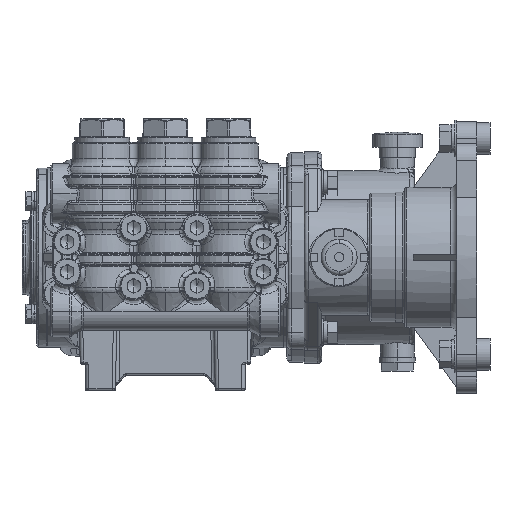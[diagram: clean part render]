
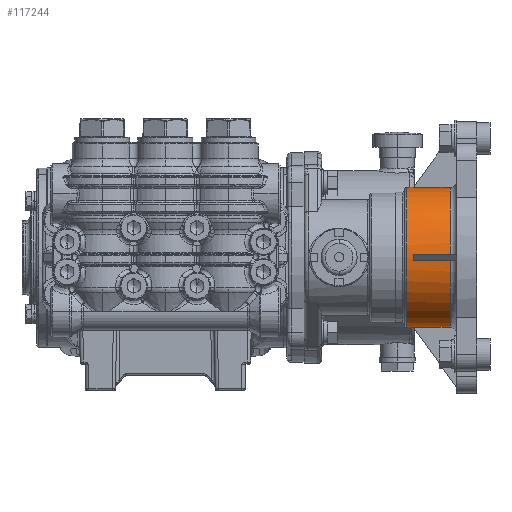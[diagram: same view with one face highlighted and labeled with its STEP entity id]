
A CAD part, top view. The second image highlights one B-rep face of the part: STEP entity #117244.
In plain terms, the highlighted cylindrical face has radius 42.164 mm (diameter 84.328 mm), a partial arc.
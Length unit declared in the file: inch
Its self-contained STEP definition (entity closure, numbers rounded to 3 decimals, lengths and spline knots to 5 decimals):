
#2423 = CARTESIAN_POINT ( 'NONE',  ( 5.87382, -1.66, 2.511 ) ) ;
#4018 = CARTESIAN_POINT ( 'NONE',  ( 6.74812, 1.65852, 2.581 ) ) ;
#4562 = VERTEX_POINT ( 'NONE', #136085 ) ;
#5020 = ORIENTED_EDGE ( 'NONE', *, *, #53471, .F. ) ;
#9156 = DIRECTION ( 'NONE',  ( 0., 1., 0. ) ) ;
#10358 = AXIS2_PLACEMENT_3D ( 'NONE', #38649, #68014, #66303 ) ;
#13509 = ORIENTED_EDGE ( 'NONE', *, *, #56253, .T. ) ;
#13883 =( BOUNDED_CURVE ( )  B_SPLINE_CURVE ( 3, ( #51125, #115100, #89167, #140158 ),
 .UNSPECIFIED., .F., .F. ) 
 B_SPLINE_CURVE_WITH_KNOTS ( ( 4, 4 ),
 ( 6.241, 6.28319 ),
 .UNSPECIFIED. ) 
 CURVE ( )  GEOMETRIC_REPRESENTATION_ITEM ( )  RATIONAL_B_SPLINE_CURVE ( ( 1., 1., 1., 1. ) ) 
 REPRESENTATION_ITEM ( '' )  );
#20098 = ORIENTED_EDGE ( 'NONE', *, *, #162143, .F. ) ;
#20860 = DIRECTION ( 'NONE',  ( 1., 0., 0. ) ) ;
#21187 = CARTESIAN_POINT ( 'NONE',  ( 6.74812, 0.07, 4.16952 ) ) ;
#21401 = AXIS2_PLACEMENT_3D ( 'NONE', #49710, #115387, #88609 ) ;
#26000 = LINE ( 'NONE', #120144, #83006 ) ;
#27402 = CARTESIAN_POINT ( 'NONE',  ( 5.87276, 1.65852, 2.581 ) ) ;
#30136 = DIRECTION ( 'NONE',  ( 1., 0., 0. ) ) ;
#32148 = EDGE_CURVE ( 'NONE', #4562, #115439, #135581, .T. ) ;
#32554 = EDGE_CURVE ( 'NONE', #133614, #163929, #149855, .T. ) ;
#33569 = CARTESIAN_POINT ( 'NONE',  ( 6.74812, -0.07, 4.16952 ) ) ;
#38582 = VERTEX_POINT ( 'NONE', #2423 ) ;
#38649 = CARTESIAN_POINT ( 'NONE',  ( 5.67012, 0., 2.511 ) ) ;
#39503 = FACE_OUTER_BOUND ( 'NONE', #164445, .T. ) ;
#43144 = CARTESIAN_POINT ( 'NONE',  ( 5.87276, 1.65852, 2.581 ) ) ;
#43632 = VERTEX_POINT ( 'NONE', #47521 ) ;
#44215 = DIRECTION ( 'NONE',  ( 0., 1., 0. ) ) ;
#47521 = CARTESIAN_POINT ( 'NONE',  ( 5.87276, -1.65852, 2.581 ) ) ;
#48468 = EDGE_CURVE ( 'NONE', #146968, #123280, #93949, .T. ) ;
#49710 = CARTESIAN_POINT ( 'NONE',  ( 6.74812, 0., 2.511 ) ) ;
#51125 = CARTESIAN_POINT ( 'NONE',  ( 5.87276, -1.65852, 2.581 ) ) ;
#51615 = CYLINDRICAL_SURFACE ( 'NONE', #10358, 1.66 ) ;
#53471 = EDGE_CURVE ( 'NONE', #120707, #4562, #102540, .T. ) ;
#54329 = CARTESIAN_POINT ( 'NONE',  ( 5.72012, 1.66, 2.511 ) ) ;
#55220 = CARTESIAN_POINT ( 'NONE',  ( 5.67012, -1.66, 2.511 ) ) ;
#55614 =( BOUNDED_CURVE ( )  B_SPLINE_CURVE ( 3, ( #106788, #147331, #96390, #93818 ),
 .UNSPECIFIED., .F., .F. ) 
 B_SPLINE_CURVE_WITH_KNOTS ( ( 4, 4 ),
 ( 6.241, 6.32537 ),
 .UNSPECIFIED. ) 
 CURVE ( )  GEOMETRIC_REPRESENTATION_ITEM ( )  RATIONAL_B_SPLINE_CURVE ( ( 1., 0.999, 0.999, 1. ) ) 
 REPRESENTATION_ITEM ( '' )  );
#56253 = EDGE_CURVE ( 'NONE', #43632, #82275, #26000, .T. ) ;
#57283 = VECTOR ( 'NONE', #63647, 39.37008 ) ;
#59056 = ORIENTED_EDGE ( 'NONE', *, *, #141218, .F. ) ;
#63647 = DIRECTION ( 'NONE',  ( 1., 0., 0. ) ) ;
#66303 = DIRECTION ( 'NONE',  ( 0., -1., 0. ) ) ;
#68014 = DIRECTION ( 'NONE',  ( 1., 0., 0. ) ) ;
#68026 = DIRECTION ( 'NONE',  ( 1., 0., 0. ) ) ;
#71335 = EDGE_CURVE ( 'NONE', #120707, #150183, #133170, .T. ) ;
#72627 = VECTOR ( 'NONE', #136881, 39.37008 ) ;
#78748 = EDGE_CURVE ( 'NONE', #123280, #132520, #109985, .T. ) ;
#81922 = ORIENTED_EDGE ( 'NONE', *, *, #86323, .T. ) ;
#82275 = VERTEX_POINT ( 'NONE', #144642 ) ;
#83006 = VECTOR ( 'NONE', #156455, 39.37008 ) ;
#84214 = CARTESIAN_POINT ( 'NONE',  ( 5.67012, -0.07, 4.16952 ) ) ;
#86323 = EDGE_CURVE ( 'NONE', #150183, #38582, #133823, .T. ) ;
#88609 = DIRECTION ( 'NONE',  ( 0., 1., 0. ) ) ;
#89167 = CARTESIAN_POINT ( 'NONE',  ( 5.87382, -1.66, 2.53434 ) ) ;
#93818 = CARTESIAN_POINT ( 'NONE',  ( 5.87276, -0.07, 4.16952 ) ) ;
#93949 = LINE ( 'NONE', #146624, #139554 ) ;
#94998 = EDGE_CURVE ( 'NONE', #82275, #163929, #167635, .T. ) ;
#96174 = AXIS2_PLACEMENT_3D ( 'NONE', #129127, #169751, #9156 ) ;
#96390 = CARTESIAN_POINT ( 'NONE',  ( 5.87418, -0.02335, 4.17149 ) ) ;
#102540 = LINE ( 'NONE', #118035, #57283 ) ;
#106788 = CARTESIAN_POINT ( 'NONE',  ( 5.87276, 0.07, 4.16952 ) ) ;
#109355 = CARTESIAN_POINT ( 'NONE',  ( 5.87276, 0.07, 4.16952 ) ) ;
#109614 = ORIENTED_EDGE ( 'NONE', *, *, #32148, .F. ) ;
#109985 = CIRCLE ( 'NONE', #96174, 1.66 ) ;
#111866 = EDGE_CURVE ( 'NONE', #146968, #133614, #55614, .T. ) ;
#112457 = CARTESIAN_POINT ( 'NONE',  ( 5.72012, 0., 2.511 ) ) ;
#113178 = CARTESIAN_POINT ( 'NONE',  ( 5.87276, -0.07, 4.16952 ) ) ;
#113858 = LINE ( 'NONE', #155246, #154421 ) ;
#115100 = CARTESIAN_POINT ( 'NONE',  ( 5.87347, -1.65951, 2.55768 ) ) ;
#115329 = ORIENTED_EDGE ( 'NONE', *, *, #48468, .T. ) ;
#115387 = DIRECTION ( 'NONE',  ( -1., 0., 0. ) ) ;
#115439 = VERTEX_POINT ( 'NONE', #27402 ) ;
#117244 = ADVANCED_FACE ( 'NONE', ( #39503 ), #51615, .T. ) ;
#118035 = CARTESIAN_POINT ( 'NONE',  ( 5.67012, 1.66, 2.511 ) ) ;
#120144 = CARTESIAN_POINT ( 'NONE',  ( 5.67012, -1.65852, 2.581 ) ) ;
#120707 = VERTEX_POINT ( 'NONE', #54329 ) ;
#123280 = VERTEX_POINT ( 'NONE', #21187 ) ;
#125317 = ORIENTED_EDGE ( 'NONE', *, *, #111866, .F. ) ;
#126887 = ORIENTED_EDGE ( 'NONE', *, *, #78748, .T. ) ;
#126949 = ORIENTED_EDGE ( 'NONE', *, *, #32554, .F. ) ;
#129127 = CARTESIAN_POINT ( 'NONE',  ( 6.74812, 0., 2.511 ) ) ;
#132520 = VERTEX_POINT ( 'NONE', #4018 ) ;
#133170 = CIRCLE ( 'NONE', #149755, 1.66 ) ;
#133614 = VERTEX_POINT ( 'NONE', #113178 ) ;
#133823 = LINE ( 'NONE', #55220, #160500 ) ;
#135581 =( BOUNDED_CURVE ( )  B_SPLINE_CURVE ( 3, ( #164927, #136440, #149415, #43144 ),
 .UNSPECIFIED., .F., .T. ) 
 B_SPLINE_CURVE_WITH_KNOTS ( ( 4, 4 ),
 ( 0., 0.04218 ),
 .UNSPECIFIED. ) 
 CURVE ( )  GEOMETRIC_REPRESENTATION_ITEM ( )  RATIONAL_B_SPLINE_CURVE ( ( 1., 1., 1., 1. ) ) 
 REPRESENTATION_ITEM ( '' )  );
#136085 = CARTESIAN_POINT ( 'NONE',  ( 5.87382, 1.66, 2.511 ) ) ;
#136440 = CARTESIAN_POINT ( 'NONE',  ( 5.87382, 1.66, 2.53434 ) ) ;
#136881 = DIRECTION ( 'NONE',  ( 1., 0., 0. ) ) ;
#139554 = VECTOR ( 'NONE', #68026, 39.37008 ) ;
#140158 = CARTESIAN_POINT ( 'NONE',  ( 5.87382, -1.66, 2.511 ) ) ;
#141218 = EDGE_CURVE ( 'NONE', #43632, #38582, #13883, .T. ) ;
#144642 = CARTESIAN_POINT ( 'NONE',  ( 6.74812, -1.65852, 2.581 ) ) ;
#146624 = CARTESIAN_POINT ( 'NONE',  ( 5.67012, 0.07, 4.16952 ) ) ;
#146968 = VERTEX_POINT ( 'NONE', #109355 ) ;
#147331 = CARTESIAN_POINT ( 'NONE',  ( 5.87418, 0.02335, 4.17149 ) ) ;
#149415 = CARTESIAN_POINT ( 'NONE',  ( 5.87347, 1.65951, 2.55768 ) ) ;
#149755 = AXIS2_PLACEMENT_3D ( 'NONE', #112457, #20860, #44215 ) ;
#149855 = LINE ( 'NONE', #84214, #72627 ) ;
#150183 = VERTEX_POINT ( 'NONE', #153613 ) ;
#153613 = CARTESIAN_POINT ( 'NONE',  ( 5.72012, -1.66, 2.511 ) ) ;
#154421 = VECTOR ( 'NONE', #164837, 39.37008 ) ;
#155043 = ORIENTED_EDGE ( 'NONE', *, *, #71335, .T. ) ;
#155246 = CARTESIAN_POINT ( 'NONE',  ( 5.67012, 1.65852, 2.581 ) ) ;
#156455 = DIRECTION ( 'NONE',  ( 1., 0., 0. ) ) ;
#160500 = VECTOR ( 'NONE', #30136, 39.37008 ) ;
#162143 = EDGE_CURVE ( 'NONE', #115439, #132520, #113858, .T. ) ;
#163929 = VERTEX_POINT ( 'NONE', #33569 ) ;
#164445 = EDGE_LOOP ( 'NONE', ( #5020, #155043, #81922, #59056, #13509, #171005, #126949, #125317, #115329, #126887, #20098, #109614 ) ) ;
#164837 = DIRECTION ( 'NONE',  ( 1., 0., 0. ) ) ;
#164927 = CARTESIAN_POINT ( 'NONE',  ( 5.87382, 1.66, 2.511 ) ) ;
#167635 = CIRCLE ( 'NONE', #21401, 1.66 ) ;
#169751 = DIRECTION ( 'NONE',  ( -1., 0., 0. ) ) ;
#171005 = ORIENTED_EDGE ( 'NONE', *, *, #94998, .T. ) ;
